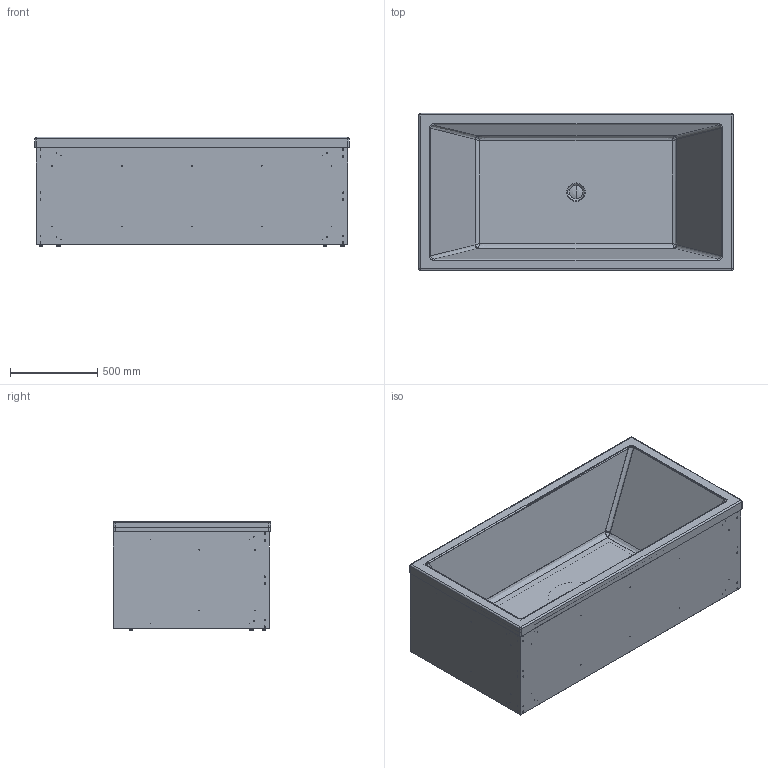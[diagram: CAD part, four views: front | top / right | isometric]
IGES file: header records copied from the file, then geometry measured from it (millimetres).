
Global section: file name: No Iges File Name specified; native system: Autodesk Inventor 2011; preprocessor: AutoDesk Inventor Iges Exporter R2011; author: Administrator; date: 20130703.081655; units: millimetre
Bounding box: 1800 x 900 x 627.03 mm (x, y, z)
Volume: 50357680 mm3; surface area: 11973898 mm2
Topology: 77 solids, 77 shells, 4691 faces, 11086 edges, 6536 vertices
Faces by surface type: plane 1377, revolution 1256, cylinder 900, sphere 336, torus 290, bspline 270, cone 262
